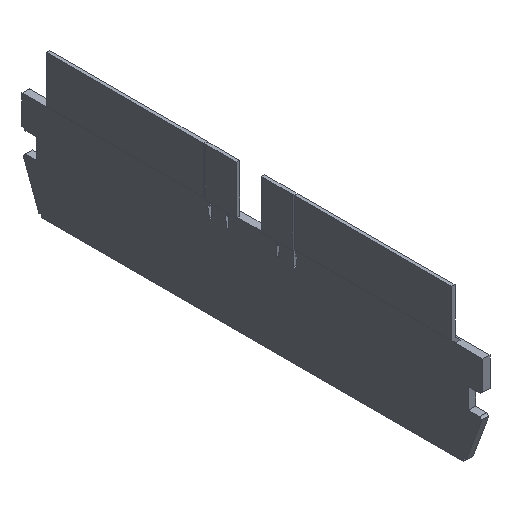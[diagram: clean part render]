
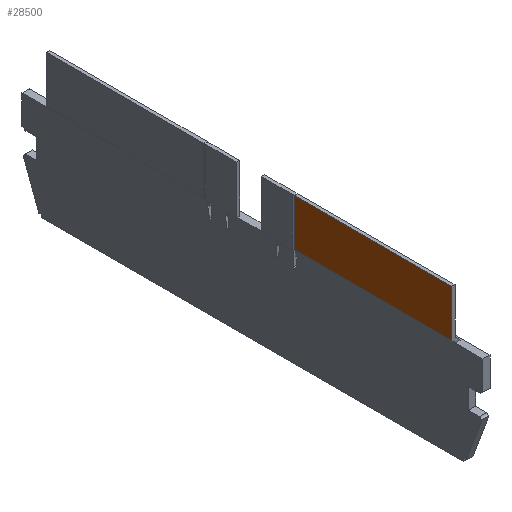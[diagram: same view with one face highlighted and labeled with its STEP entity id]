
A CAD part, isometric view. The second image highlights one B-rep face of the part: STEP entity #28500.
In plain terms, the highlighted planar face has unit normal (-1, 0, 0).
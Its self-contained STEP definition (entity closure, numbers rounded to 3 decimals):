
#19010=CARTESIAN_POINT('',(0.,11.975,44.265)
);
#19020=DIRECTION('',(1.,0.,0.));
#19030=DIRECTION('',(0.,0.,-1.));
#19040=AXIS2_PLACEMENT_3D('',#19010,#19020,#19030);
#19050=PLANE('',#19040);
#19320=CARTESIAN_POINT('',(0.,200.573,
64.525));
#19330=DIRECTION('',(0.,1.,0.));
#19340=VECTOR('',#19330,1.);
#19350=LINE('',#19320,#19340);
#19590=CARTESIAN_POINT('',(0.,11.975,64.525)
);
#19600=VERTEX_POINT('',#19590);
#19830=CARTESIAN_POINT('',(0.,11.975,44.265)
);
#19840=VERTEX_POINT('',#19830);
#19870=CARTESIAN_POINT('',(0.,11.975,44.265
));
#19880=DIRECTION('',(0.,0.,1.));
#19890=VECTOR('',#19880,1.);
#19900=LINE('',#19870,#19890);
#19910=EDGE_CURVE('',#19840,#19600,#19900,.T.);
#20880=CARTESIAN_POINT('',(0.,80.225,64.525)
);
#20890=VERTEX_POINT('',#20880);
#20900=EDGE_CURVE('',#19600,#20890,#19350,.T.);
#22170=CARTESIAN_POINT('',(0.,80.225,44.265));
#22180=VERTEX_POINT('',#22170);
#22210=CARTESIAN_POINT('',(0.,200.573,
44.265));
#22220=DIRECTION('',(0.,1.,0.));
#22230=VECTOR('',#22220,1.);
#22240=LINE('',#22210,#22230);
#22250=EDGE_CURVE('',#19840,#22180,#22240,.T.);
#28390=ORIENTED_EDGE('',*,*,#20900,.T.);
#28400=ORIENTED_EDGE('',*,*,#19910,.T.);
#28410=ORIENTED_EDGE('',*,*,#22250,.F.);
#28420=CARTESIAN_POINT('',(0.,80.225,
-38.214));
#28430=DIRECTION('',(0.,0.,1.));
#28440=VECTOR('',#28430,1.);
#28450=LINE('',#28420,#28440);
#28460=EDGE_CURVE('',#22180,#20890,#28450,.T.);
#28470=ORIENTED_EDGE('',*,*,#28460,.F.);
#28480=EDGE_LOOP('',(#28470,#28410,#28400,#28390));
#28490=FACE_OUTER_BOUND('',#28480,.T.);
#28500=ADVANCED_FACE('',(#28490),#19050,.F.);
